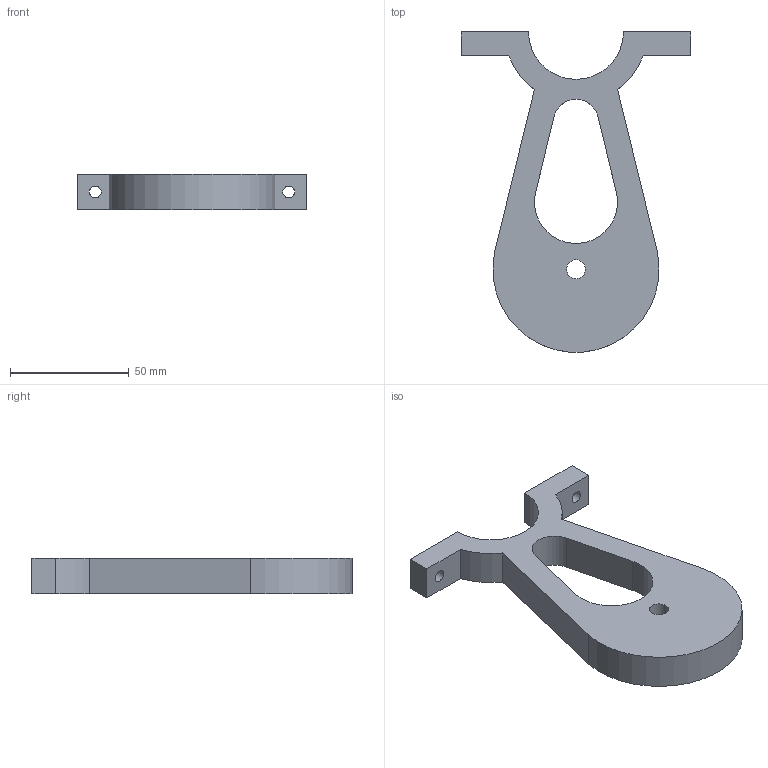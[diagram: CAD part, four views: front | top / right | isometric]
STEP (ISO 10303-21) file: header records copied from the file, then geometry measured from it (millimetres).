
FILE_DESCRIPTION(('FreeCAD Model'),'2;1');
FILE_NAME('link2_v2.step','2022-08-22T16:04:11',('Author'),(''), 'Open CASCADE STEP processor 7.3','FreeCAD','Unknown');
FILE_SCHEMA(('AUTOMOTIVE_DESIGN { 1 0 10303 214 1 1 1 1 }'));
Length unit declared in the file: millimetre
Products named in the file (1): Pocket009
Bounding box: 96.57 x 134.87 x 15 mm (x, y, z)
Volume: 80399.2 mm3; surface area: 20917.5 mm2
Topology: 1 solids, 1 shells, 21 faces, 57 edges, 38 vertices
Faces by surface type: plane 12, cylinder 9
Full cylindrical faces by diameter (mm): 5 x2, 8 x1
Entity records: 1453 total; most frequent: CARTESIAN_POINT 243, DIRECTION 231, LINE 135, VECTOR 135, ORIENTED_EDGE 114, PCURVE 114, DEFINITIONAL_REPRESENTATION 114, EDGE_CURVE 57
